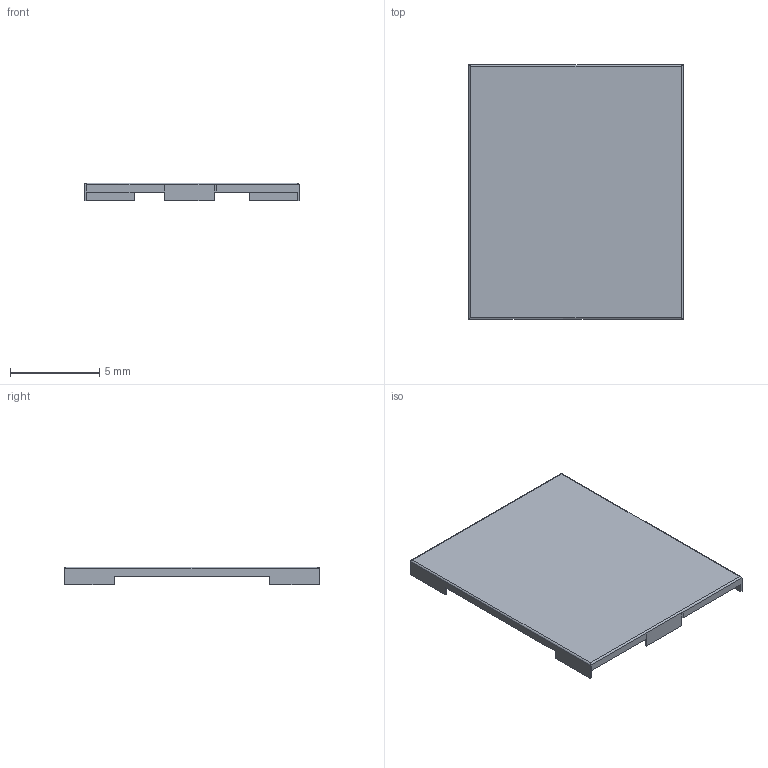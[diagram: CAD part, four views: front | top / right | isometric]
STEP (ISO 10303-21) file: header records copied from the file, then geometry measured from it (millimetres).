
FILE_DESCRIPTION(/* description */ (''),/* implementation_level */ '2;1');
FILE_NAME(/* name */ 'RFShiels v32.step',/* time_stamp */ '2021-04-14T12:54:16+02:00',/* author */ (''),/* organization */ (''),/* preprocessor_version */ 'ST-DEVELOPER v18.1',/* originating_system */ 'Autodesk Translation Framework v10.6.0.1341',/* authorisation */ '');
FILE_SCHEMA (('AUTOMOTIVE_DESIGN { 1 0 10303 214 3 1 1 }'));
Length unit declared in the file: millimetre
Products named in the file (1): RFShiels
Bounding box: 12.05 x 14.32 x 1 mm (x, y, z)
Volume: 20.3 mm3; surface area: 407.7 mm2
Topology: 1 solids, 1 shells, 48 faces, 119 edges, 73 vertices
Faces by surface type: plane 36, cylinder 12
Entity records: 1516 total; most frequent: CARTESIAN_POINT 356, ORIENTED_EDGE 238, DIRECTION 222, EDGE_CURVE 119, LINE 104, VECTOR 104, VERTEX_POINT 73, AXIS2_PLACEMENT_3D 59
